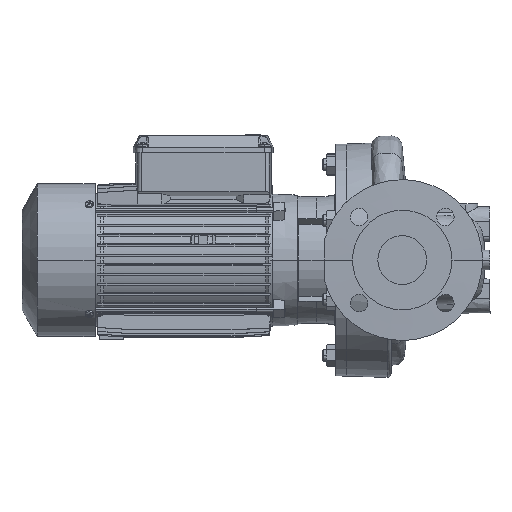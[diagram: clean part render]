
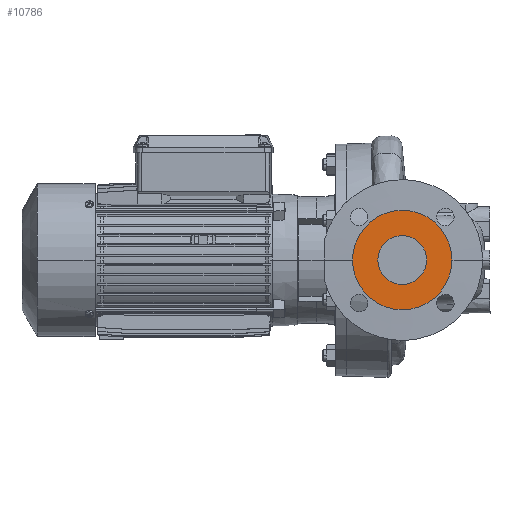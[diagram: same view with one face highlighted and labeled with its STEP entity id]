
A CAD part, left-side view. The second image highlights one B-rep face of the part: STEP entity #10786.
In plain terms, the highlighted planar face has unit normal (-1, 0, 0).
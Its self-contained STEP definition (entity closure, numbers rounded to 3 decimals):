
#621 = DIRECTION ( 'NONE',  ( -1., 0., 0. ) ) ;
#10786 = ADVANCED_FACE ( 'NONE', ( #99707, #38167 ), #44980, .T. ) ;
#11018 = CARTESIAN_POINT ( 'NONE',  ( -170., 0., 57. ) ) ;
#14642 = CIRCLE ( 'NONE', #72975, 51. ) ;
#18377 = VERTEX_POINT ( 'NONE', #52450 ) ;
#24303 = DIRECTION ( 'NONE',  ( 1., 0., 0. ) ) ;
#27487 = AXIS2_PLACEMENT_3D ( 'NONE', #98077, #621, #80382 ) ;
#28289 = DIRECTION ( 'NONE',  ( -1., 0., 0. ) ) ;
#28774 = EDGE_CURVE ( 'NONE', #69109, #64455, #38816, .T. ) ;
#29647 = AXIS2_PLACEMENT_3D ( 'NONE', #100730, #28289, #91881 ) ;
#30404 = CARTESIAN_POINT ( 'NONE',  ( -170., 0., 82. ) ) ;
#32990 = DIRECTION ( 'NONE',  ( -1., 0., 0. ) ) ;
#38167 = FACE_OUTER_BOUND ( 'NONE', #53090, .T. ) ;
#38816 = CIRCLE ( 'NONE', #97094, 51. ) ;
#39129 = DIRECTION ( 'NONE',  ( 1., 0., 0. ) ) ;
#39164 = CIRCLE ( 'NONE', #27487, 25. ) ;
#39902 = CIRCLE ( 'NONE', #61545, 25. ) ;
#44980 = PLANE ( 'NONE',  #29647 ) ;
#48154 = EDGE_CURVE ( 'NONE', #18377, #73654, #39902, .T. ) ;
#52450 = CARTESIAN_POINT ( 'NONE',  ( -170., 0., 32. ) ) ;
#53090 = EDGE_LOOP ( 'NONE', ( #74985, #69244 ) ) ;
#54807 = DIRECTION ( 'NONE',  ( 0., 0., -1. ) ) ;
#56630 = EDGE_CURVE ( 'NONE', #64455, #69109, #14642, .T. ) ;
#57713 = CARTESIAN_POINT ( 'NONE',  ( -170., 0., 6. ) ) ;
#61545 = AXIS2_PLACEMENT_3D ( 'NONE', #11018, #32990, #97090 ) ;
#62921 = DIRECTION ( 'NONE',  ( 0., 0., -1. ) ) ;
#63041 = CARTESIAN_POINT ( 'NONE',  ( -170., 0., 108. ) ) ;
#64455 = VERTEX_POINT ( 'NONE', #57713 ) ;
#69109 = VERTEX_POINT ( 'NONE', #63041 ) ;
#69244 = ORIENTED_EDGE ( 'NONE', *, *, #28774, .F. ) ;
#71451 = CARTESIAN_POINT ( 'NONE',  ( -170., 0., 57. ) ) ;
#72975 = AXIS2_PLACEMENT_3D ( 'NONE', #71451, #39129, #54807 ) ;
#73654 = VERTEX_POINT ( 'NONE', #30404 ) ;
#74985 = ORIENTED_EDGE ( 'NONE', *, *, #56630, .F. ) ;
#80382 = DIRECTION ( 'NONE',  ( 0., 0., 1. ) ) ;
#81111 = EDGE_CURVE ( 'NONE', #73654, #18377, #39164, .T. ) ;
#87924 = CARTESIAN_POINT ( 'NONE',  ( -170., 0., 57. ) ) ;
#88842 = ORIENTED_EDGE ( 'NONE', *, *, #81111, .F. ) ;
#91881 = DIRECTION ( 'NONE',  ( 0., 0., 1. ) ) ;
#97090 = DIRECTION ( 'NONE',  ( 0., 0., 1. ) ) ;
#97094 = AXIS2_PLACEMENT_3D ( 'NONE', #87924, #24303, #62921 ) ;
#98077 = CARTESIAN_POINT ( 'NONE',  ( -170., 0., 57. ) ) ;
#99707 = FACE_BOUND ( 'NONE', #100486, .T. ) ;
#100486 = EDGE_LOOP ( 'NONE', ( #88842, #102099 ) ) ;
#100730 = CARTESIAN_POINT ( 'NONE',  ( -170., 0., 57. ) ) ;
#102099 = ORIENTED_EDGE ( 'NONE', *, *, #48154, .F. ) ;
